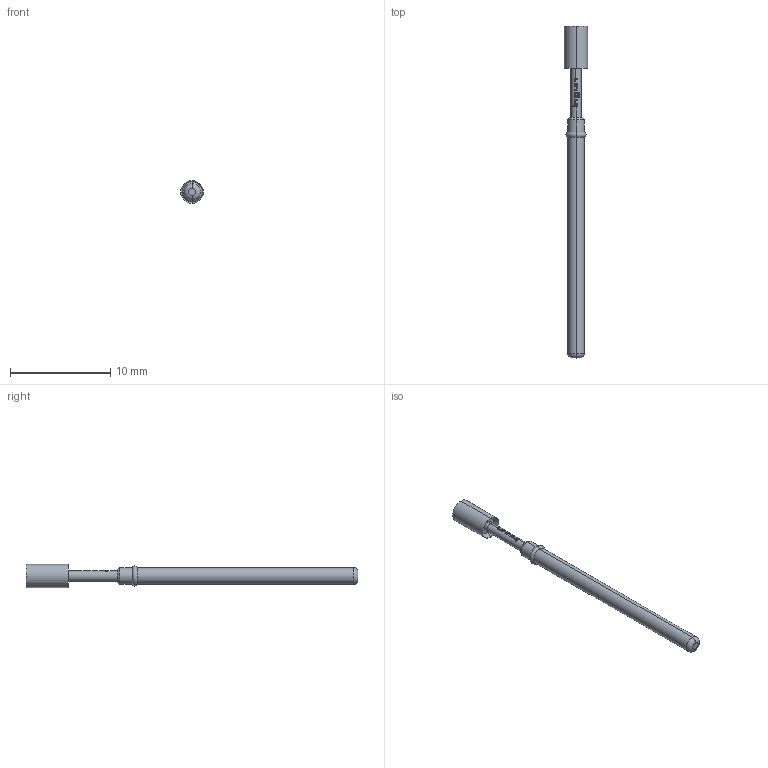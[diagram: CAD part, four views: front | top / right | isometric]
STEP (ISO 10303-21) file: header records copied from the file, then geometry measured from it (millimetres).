
FILE_DESCRIPTION (( 'STEP AP203' ), '1' );
FILE_NAME ('INGUN_GKS-112_003_230_A_xx02.STEP', '2021-12-22T08:45:12', ( 'ochi' ), ( '' ), 'SwSTEP 2.0', 'SolidWorks 2018', '' );
FILE_SCHEMA (( 'CONFIG_CONTROL_DESIGN' ));
Length unit declared in the file: millimetre
Products named in the file (1): INGUN_GKS-112_003_230_A_xx02
Bounding box: 2.3 x 33.1 x 2.3 mm (x, y, z)
Volume: 68.9 mm3; surface area: 189.4 mm2
Topology: 1 solids, 2 shells, 115 faces, 308 edges, 199 vertices
Faces by surface type: plane 46, cylinder 33, bspline 22, cone 10, torus 4
Entity records: 4615 total; most frequent: CARTESIAN_POINT 2145, ORIENTED_EDGE 612, DIRECTION 314, EDGE_CURVE 306, B_SPLINE_CURVE_WITH_KNOTS 222, VERTEX_POINT 199, AXIS2_PLACEMENT_3D 136, EDGE_LOOP 121
